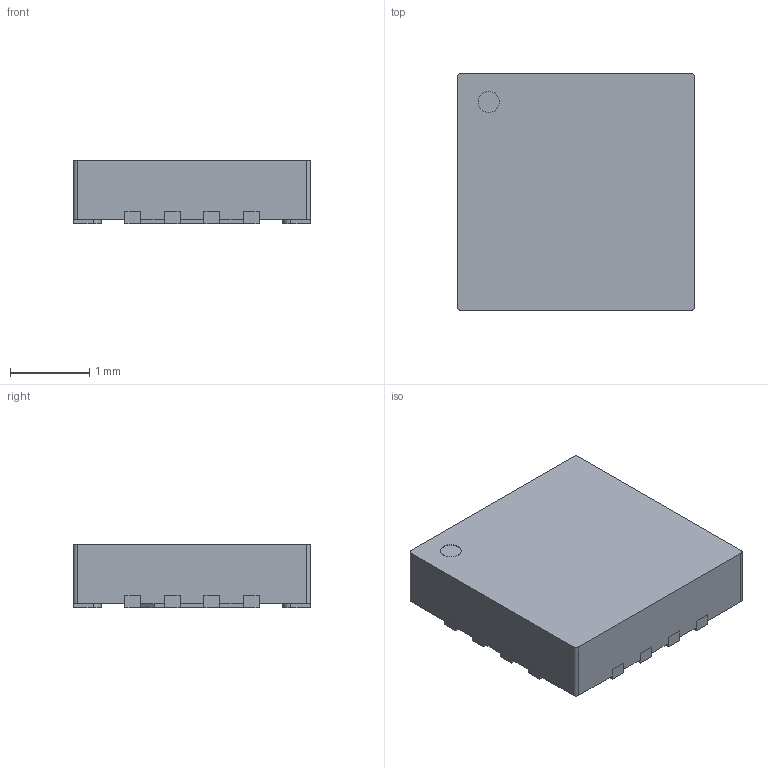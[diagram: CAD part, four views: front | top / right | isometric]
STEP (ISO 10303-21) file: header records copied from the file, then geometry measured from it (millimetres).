
FILE_DESCRIPTION(('FreeCAD Model'),'2;1');
FILE_NAME('Open CASCADE Shape Model','2025-10-29T00:23:59',(''),(''), 'Open CASCADE STEP processor 7.9','FreeCAD','Unknown');
FILE_SCHEMA(('AUTOMOTIVE_DESIGN { 1 0 10303 214 1 1 1 1 }'));
Length unit declared in the file: millimetre
Products named in the file (20): U1~WQFN-16_L3.0-W3.0-P0.50-TL-EP1.7~WQFN-16_
L3.0-W3.0-P0.50-TL-EP1.7~pSXh; WQFN-16_L3.0-W3.0-P0.50-TL-EP1.7~WQFN-16_
L3.0-W3.0-P0.50-TL-EP1.7~pSXh018; WQFN-16_L3.0-W3.0-P0.50-TL-EP1.7~WQFN-16_L3.0-W3.0-P0.50-TL-EP1.7~pSXh; WQFN-16_L3.0-W3.0-P0.50-TL-EP1.7~WQFN-16_
L3.0-W3.0-P0.50-TL-EP1.7~pSXh001; WQFN-16_L3.0-W3.0-P0.50-TL-EP1.7~WQFN-16_
L3.0-W3.0-P0.50-TL-EP1.7~pSXh002; WQFN-16_L3.0-W3.0-P0.50-TL-EP1.7~WQFN-16_
L3.0-W3.0-P0.50-TL-EP1.7~pSXh003; WQFN-16_L3.0-W3.0-P0.50-TL-EP1.7~WQFN-16_
L3.0-W3.0-P0.50-TL-EP1.7~pSXh004; WQFN-16_L3.0-W3.0-P0.50-TL-EP1.7~WQFN-16_
L3.0-W3.0-P0.50-TL-EP1.7~pSXh005; WQFN-16_L3.0-W3.0-P0.50-TL-EP1.7~WQFN-16_
L3.0-W3.0-P0.50-TL-EP1.7~pSXh006; WQFN-16_L3.0-W3.0-P0.50-TL-EP1.7~WQFN-16_
L3.0-W3.0-P0.50-TL-EP1.7~pSXh007; WQFN-16_L3.0-W3.0-P0.50-TL-EP1.7~WQFN-16_
L3.0-W3.0-P0.50-TL-EP1.7~pSXh008; WQFN-16_L3.0-W3.0-P0.50-TL-EP1.7~WQFN-16_
L3.0-W3.0-P0.50-TL-EP1.7~pSXh009; WQFN-16_L3.0-W3.0-P0.50-TL-EP1.7~WQFN-16_
L3.0-W3.0-P0.50-TL-EP1.7~pSXh010; WQFN-16_L3.0-W3.0-P0.50-TL-EP1.7~WQFN-16_
L3.0-W3.0-P0.50-TL-EP1.7~pSXh011; WQFN-16_L3.0-W3.0-P0.50-TL-EP1.7~WQFN-16_
L3.0-W3.0-P0.50-TL-EP1.7~pSXh012; WQFN-16_L3.0-W3.0-P0.50-TL-EP1.7~WQFN-16_
L3.0-W3.0-P0.50-TL-EP1.7~pSXh013; WQFN-16_L3.0-W3.0-P0.50-TL-EP1.7~WQFN-16_
L3.0-W3.0-P0.50-TL-EP1.7~pSXh014; WQFN-16_L3.0-W3.0-P0.50-TL-EP1.7~WQFN-16_
L3.0-W3.0-P0.50-TL-EP1.7~pSXh015; WQFN-16_L3.0-W3.0-P0.50-TL-EP1.7~WQFN-16_
L3.0-W3.0-P0.50-TL-EP1.7~pSXh016; WQFN-16_L3.0-W3.0-P0.50-TL-EP1.7~WQFN-16_
L3.0-W3.0-P0.50-TL-EP1.7~pSXh017
Assembly tree (19 placements, depth 3):
  U1~WQFN-16_L3.0-W3.0-P0.50-TL-EP1.7~WQFN-16_
L3.0-W3.0-P0.50-TL-EP1.7~pSXh
    WQFN-16_L3.0-W3.0-P0.50-TL-EP1.7~WQFN-16_
L3.0-W3.0-P0.50-TL-EP1.7~pSXh018
      WQFN-16_L3.0-W3.0-P0.50-TL-EP1.7~WQFN-16_L3.0-W3.0-P0.50-TL-EP1.7~pSXh
      WQFN-16_L3.0-W3.0-P0.50-TL-EP1.7~WQFN-16_
L3.0-W3.0-P0.50-TL-EP1.7~pSXh001
      WQFN-16_L3.0-W3.0-P0.50-TL-EP1.7~WQFN-16_
L3.0-W3.0-P0.50-TL-EP1.7~pSXh002
      WQFN-16_L3.0-W3.0-P0.50-TL-EP1.7~WQFN-16_
L3.0-W3.0-P0.50-TL-EP1.7~pSXh003
      WQFN-16_L3.0-W3.0-P0.50-TL-EP1.7~WQFN-16_
L3.0-W3.0-P0.50-TL-EP1.7~pSXh004
      WQFN-16_L3.0-W3.0-P0.50-TL-EP1.7~WQFN-16_
L3.0-W3.0-P0.50-TL-EP1.7~pSXh005
      WQFN-16_L3.0-W3.0-P0.50-TL-EP1.7~WQFN-16_
L3.0-W3.0-P0.50-TL-EP1.7~pSXh006
      WQFN-16_L3.0-W3.0-P0.50-TL-EP1.7~WQFN-16_
L3.0-W3.0-P0.50-TL-EP1.7~pSXh007
      WQFN-16_L3.0-W3.0-P0.50-TL-EP1.7~WQFN-16_
L3.0-W3.0-P0.50-TL-EP1.7~pSXh008
      WQFN-16_L3.0-W3.0-P0.50-TL-EP1.7~WQFN-16_
L3.0-W3.0-P0.50-TL-EP1.7~pSXh009
      WQFN-16_L3.0-W3.0-P0.50-TL-EP1.7~WQFN-16_
L3.0-W3.0-P0.50-TL-EP1.7~pSXh010
      WQFN-16_L3.0-W3.0-P0.50-TL-EP1.7~WQFN-16_
L3.0-W3.0-P0.50-TL-EP1.7~pSXh011
      WQFN-16_L3.0-W3.0-P0.50-TL-EP1.7~WQFN-16_
L3.0-W3.0-P0.50-TL-EP1.7~pSXh012
      WQFN-16_L3.0-W3.0-P0.50-TL-EP1.7~WQFN-16_
L3.0-W3.0-P0.50-TL-EP1.7~pSXh013
      WQFN-16_L3.0-W3.0-P0.50-TL-EP1.7~WQFN-16_
L3.0-W3.0-P0.50-TL-EP1.7~pSXh014
      WQFN-16_L3.0-W3.0-P0.50-TL-EP1.7~WQFN-16_
L3.0-W3.0-P0.50-TL-EP1.7~pSXh015
      WQFN-16_L3.0-W3.0-P0.50-TL-EP1.7~WQFN-16_
L3.0-W3.0-P0.50-TL-EP1.7~pSXh016
      WQFN-16_L3.0-W3.0-P0.50-TL-EP1.7~WQFN-16_
L3.0-W3.0-P0.50-TL-EP1.7~pSXh017
Bounding box: 3 x 3 x 0.8 mm (x, y, z)
Volume: 6.9 mm3; surface area: 39.5 mm2
Topology: 18 solids, 18 shells, 253 faces, 624 edges, 416 vertices
Faces by surface type: plane 193, cylinder 46, bspline 14
Entity records: 9613 total; most frequent: CARTESIAN_POINT 2111, ORIENTED_EDGE 1248, DIRECTION 1206, EDGE_CURVE 624, LINE 504, VECTOR 504, VERTEX_POINT 416, AXIS2_PLACEMENT_3D 351
